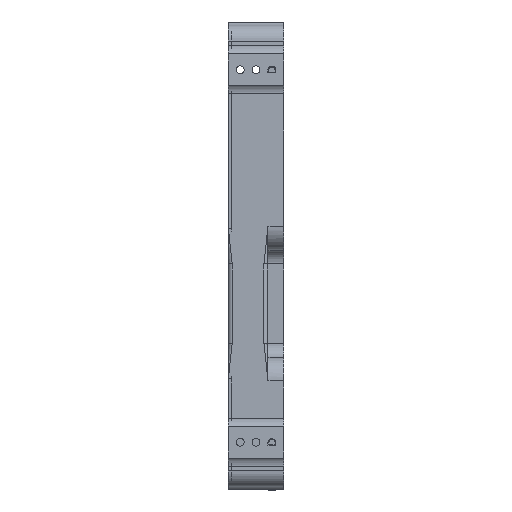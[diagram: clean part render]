
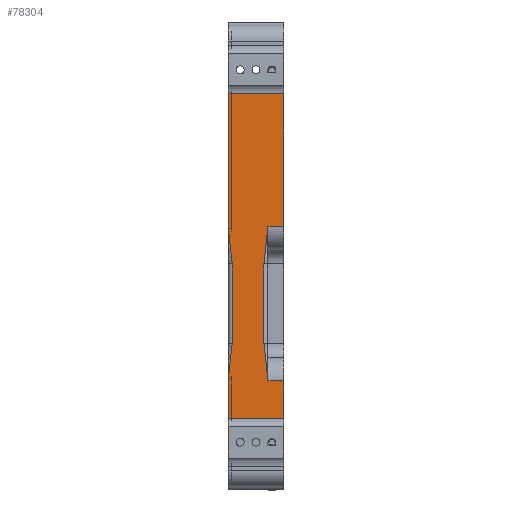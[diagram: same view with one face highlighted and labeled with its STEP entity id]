
A CAD part, left-side view. The second image highlights one B-rep face of the part: STEP entity #78304.
In plain terms, the highlighted planar face has unit normal (-1, 0, 0).
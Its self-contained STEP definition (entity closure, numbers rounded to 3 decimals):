
#384 = VERTEX_POINT ( 'NONE', #68763 ) ;
#790 = LINE ( 'NONE', #49226, #66325 ) ;
#854 = LINE ( 'NONE', #11653, #31421 ) ;
#1787 = EDGE_CURVE ( 'NONE', #42676, #36250, #22050, .T. ) ;
#2909 = VERTEX_POINT ( 'NONE', #44306 ) ;
#4706 = VECTOR ( 'NONE', #82787, 39.37 ) ;
#4877 = VECTOR ( 'NONE', #77786, 39.37 ) ;
#5433 = CARTESIAN_POINT ( 'NONE',  ( -7.4, 0., -4.445 ) ) ;
#5716 = CARTESIAN_POINT ( 'NONE',  ( -7.4, 0.5, 1.575 ) ) ;
#6738 = DIRECTION ( 'NONE',  ( 0., 0.106, 0.994 ) ) ;
#8527 = VECTOR ( 'NONE', #58566, 39.37 ) ;
#9021 = EDGE_LOOP ( 'NONE', ( #72763, #25073, #75217, #46710, #55053, #16100, #25285, #18854, #45092, #75175, #50470, #35863, #14459, #77291 ) ) ;
#9752 = VERTEX_POINT ( 'NONE', #54893 ) ;
#10089 = DIRECTION ( 'NONE',  ( 0., 0., 1. ) ) ;
#11459 = VECTOR ( 'NONE', #28331, 39.37 ) ;
#11653 = CARTESIAN_POINT ( 'NONE',  ( -7.4, 1.625, 0.4 ) ) ;
#12421 = AXIS2_PLACEMENT_3D ( 'NONE', #73381, #34014, #80031 ) ;
#14459 = ORIENTED_EDGE ( 'NONE', *, *, #82258, .F. ) ;
#16100 = ORIENTED_EDGE ( 'NONE', *, *, #24934, .F. ) ;
#18240 = DIRECTION ( 'NONE',  ( 0., 0., -1. ) ) ;
#18749 = VERTEX_POINT ( 'NONE', #21182 ) ;
#18854 = ORIENTED_EDGE ( 'NONE', *, *, #51392, .T. ) ;
#19290 = CARTESIAN_POINT ( 'NONE',  ( -7.4, 0., -4.445 ) ) ;
#21182 = CARTESIAN_POINT ( 'NONE',  ( -7.4, 0., 1.575 ) ) ;
#22050 = LINE ( 'NONE', #36764, #4706 ) ;
#22474 = EDGE_CURVE ( 'NONE', #18749, #25493, #25863, .T. ) ;
#23199 = EDGE_CURVE ( 'NONE', #75379, #71818, #46224, .T. ) ;
#24407 = LINE ( 'NONE', #27263, #72684 ) ;
#24934 = EDGE_CURVE ( 'NONE', #42676, #62763, #53174, .T. ) ;
#25073 = ORIENTED_EDGE ( 'NONE', *, *, #23199, .F. ) ;
#25285 = ORIENTED_EDGE ( 'NONE', *, *, #1787, .T. ) ;
#25493 = VERTEX_POINT ( 'NONE', #70694 ) ;
#25581 = CARTESIAN_POINT ( 'NONE',  ( -7.4, 0.5, -3.275 ) ) ;
#25740 = DIRECTION ( 'NONE',  ( 0., -0.106, 0.994 ) ) ;
#25863 = LINE ( 'NONE', #19290, #8527 ) ;
#26902 = PLANE ( 'NONE',  #12421 ) ;
#27263 = CARTESIAN_POINT ( 'NONE',  ( -7.4, 1.75, 5.745 ) ) ;
#28331 = DIRECTION ( 'NONE',  ( 0., 0.106, -0.994 ) ) ;
#29932 = VECTOR ( 'NONE', #25740, 39.37 ) ;
#31421 = VECTOR ( 'NONE', #18240, 39.37 ) ;
#32406 = VECTOR ( 'NONE', #39784, 39.37 ) ;
#33205 = CARTESIAN_POINT ( 'NONE',  ( -7.4, 1.75, -4.445 ) ) ;
#34014 = DIRECTION ( 'NONE',  ( 1., 0., 0. ) ) ;
#34200 = CARTESIAN_POINT ( 'NONE',  ( -7.4, 0.5, 1.575 ) ) ;
#35863 = ORIENTED_EDGE ( 'NONE', *, *, #78591, .T. ) ;
#36250 = VERTEX_POINT ( 'NONE', #63125 ) ;
#36764 = CARTESIAN_POINT ( 'NONE',  ( -7.4, 1.688, 0.988 ) ) ;
#38205 = EDGE_CURVE ( 'NONE', #71818, #80962, #57080, .T. ) ;
#38563 = VECTOR ( 'NONE', #77680, 39.37 ) ;
#38715 = DIRECTION ( 'NONE',  ( 0., -1., 0. ) ) ;
#39784 = DIRECTION ( 'NONE',  ( 0., 0., 1. ) ) ;
#39905 = LINE ( 'NONE', #78689, #59502 ) ;
#41220 = EDGE_CURVE ( 'NONE', #2909, #384, #49409, .T. ) ;
#42628 = VERTEX_POINT ( 'NONE', #70262 ) ;
#42676 = VERTEX_POINT ( 'NONE', #58477 ) ;
#44306 = CARTESIAN_POINT ( 'NONE',  ( -7.4, 1.75, -3.275 ) ) ;
#44657 = CARTESIAN_POINT ( 'NONE',  ( -7.4, 0.625, 0.4 ) ) ;
#44804 = EDGE_CURVE ( 'NONE', #42628, #80962, #39905, .T. ) ;
#45092 = ORIENTED_EDGE ( 'NONE', *, *, #41220, .F. ) ;
#45978 = EDGE_CURVE ( 'NONE', #62763, #25493, #24407, .T. ) ;
#46224 = LINE ( 'NONE', #67372, #11459 ) ;
#46710 = ORIENTED_EDGE ( 'NONE', *, *, #22474, .T. ) ;
#47797 = LINE ( 'NONE', #33205, #32406 ) ;
#48874 = VECTOR ( 'NONE', #38715, 39.37 ) ;
#49226 = CARTESIAN_POINT ( 'NONE',  ( -7.4, 1.75, -4.445 ) ) ;
#49409 = LINE ( 'NONE', #71682, #29932 ) ;
#50470 = ORIENTED_EDGE ( 'NONE', *, *, #62878, .T. ) ;
#51392 = EDGE_CURVE ( 'NONE', #36250, #384, #854, .T. ) ;
#52988 = CARTESIAN_POINT ( 'NONE',  ( -7.4, 1.75, 5.745 ) ) ;
#53174 = LINE ( 'NONE', #55869, #70696 ) ;
#54893 = CARTESIAN_POINT ( 'NONE',  ( -7.4, 1.75, -4.445 ) ) ;
#55053 = ORIENTED_EDGE ( 'NONE', *, *, #45978, .F. ) ;
#55869 = CARTESIAN_POINT ( 'NONE',  ( -7.4, 1.75, -4.445 ) ) ;
#57080 = LINE ( 'NONE', #77501, #4877 ) ;
#57434 = CARTESIAN_POINT ( 'NONE',  ( -7.4, 0., -3.275 ) ) ;
#58151 = LINE ( 'NONE', #5716, #38563 ) ;
#58477 = CARTESIAN_POINT ( 'NONE',  ( -7.4, 1.75, 1.575 ) ) ;
#58566 = DIRECTION ( 'NONE',  ( 0., 0., 1. ) ) ;
#59502 = VECTOR ( 'NONE', #6738, 39.37 ) ;
#59996 = DIRECTION ( 'NONE',  ( 0., -1., 0. ) ) ;
#62690 = EDGE_CURVE ( 'NONE', #9752, #2909, #47797, .T. ) ;
#62763 = VERTEX_POINT ( 'NONE', #52988 ) ;
#62878 = EDGE_CURVE ( 'NONE', #9752, #72224, #790, .T. ) ;
#63125 = CARTESIAN_POINT ( 'NONE',  ( -7.4, 1.625, 0.4 ) ) ;
#66325 = VECTOR ( 'NONE', #68811, 39.37 ) ;
#67372 = CARTESIAN_POINT ( 'NONE',  ( -7.4, 0.563, 0.988 ) ) ;
#68474 = LINE ( 'NONE', #25581, #48874 ) ;
#68763 = CARTESIAN_POINT ( 'NONE',  ( -7.4, 1.625, -2.1 ) ) ;
#68811 = DIRECTION ( 'NONE',  ( 0., -1., 0. ) ) ;
#69524 = CARTESIAN_POINT ( 'NONE',  ( -7.4, 0.625, -2.1 ) ) ;
#70262 = CARTESIAN_POINT ( 'NONE',  ( -7.4, 0.5, -3.275 ) ) ;
#70694 = CARTESIAN_POINT ( 'NONE',  ( -7.4, 0., 5.745 ) ) ;
#70696 = VECTOR ( 'NONE', #10089, 39.37 ) ;
#71682 = CARTESIAN_POINT ( 'NONE',  ( -7.4, 1.75, -3.275 ) ) ;
#71818 = VERTEX_POINT ( 'NONE', #44657 ) ;
#72224 = VERTEX_POINT ( 'NONE', #76545 ) ;
#72684 = VECTOR ( 'NONE', #59996, 39.37 ) ;
#72763 = ORIENTED_EDGE ( 'NONE', *, *, #38205, .F. ) ;
#73381 = CARTESIAN_POINT ( 'NONE',  ( -7.4, 1.75, -4.445 ) ) ;
#75116 = EDGE_CURVE ( 'NONE', #75379, #18749, #58151, .T. ) ;
#75175 = ORIENTED_EDGE ( 'NONE', *, *, #62690, .F. ) ;
#75217 = ORIENTED_EDGE ( 'NONE', *, *, #75116, .T. ) ;
#75379 = VERTEX_POINT ( 'NONE', #34200 ) ;
#76545 = CARTESIAN_POINT ( 'NONE',  ( -7.4, 0., -4.445 ) ) ;
#77291 = ORIENTED_EDGE ( 'NONE', *, *, #44804, .T. ) ;
#77334 = LINE ( 'NONE', #5433, #79382 ) ;
#77501 = CARTESIAN_POINT ( 'NONE',  ( -7.4, 0.625, 0.4 ) ) ;
#77680 = DIRECTION ( 'NONE',  ( 0., -1., 0. ) ) ;
#77786 = DIRECTION ( 'NONE',  ( 0., 0., -1. ) ) ;
#78304 = ADVANCED_FACE ( 'NONE', ( #78404 ), #26902, .F. ) ;
#78404 = FACE_OUTER_BOUND ( 'NONE', #9021, .T. ) ;
#78591 = EDGE_CURVE ( 'NONE', #72224, #82194, #77334, .T. ) ;
#78689 = CARTESIAN_POINT ( 'NONE',  ( -7.4, 0.5, -3.275 ) ) ;
#79382 = VECTOR ( 'NONE', #84282, 39.37 ) ;
#80031 = DIRECTION ( 'NONE',  ( 0., 0., -1. ) ) ;
#80962 = VERTEX_POINT ( 'NONE', #69524 ) ;
#82194 = VERTEX_POINT ( 'NONE', #57434 ) ;
#82258 = EDGE_CURVE ( 'NONE', #42628, #82194, #68474, .T. ) ;
#82787 = DIRECTION ( 'NONE',  ( 0., -0.106, -0.994 ) ) ;
#84282 = DIRECTION ( 'NONE',  ( 0., 0., 1. ) ) ;
